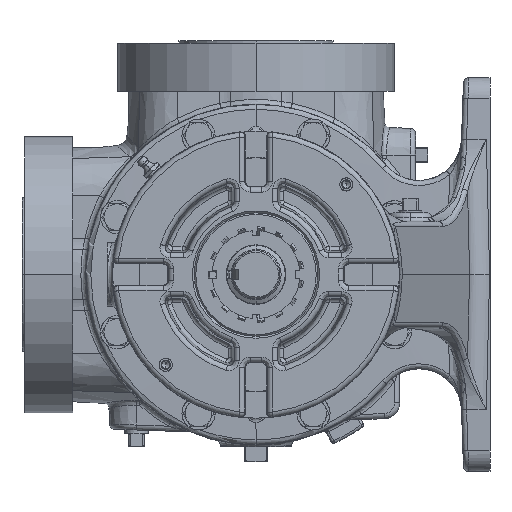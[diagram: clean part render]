
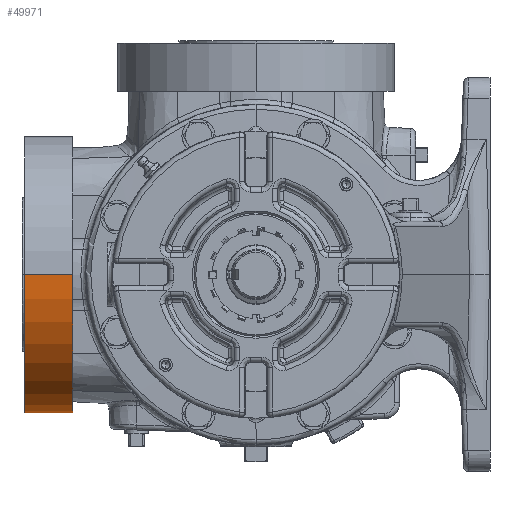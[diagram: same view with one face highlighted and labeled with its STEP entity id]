
A CAD part, left-side view. The second image highlights one B-rep face of the part: STEP entity #49971.
In plain terms, the highlighted cylindrical face has radius 82.55 mm (diameter 165.1 mm), a partial arc.
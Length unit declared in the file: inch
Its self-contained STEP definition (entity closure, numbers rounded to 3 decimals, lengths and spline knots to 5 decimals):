
#14669 = VECTOR ( 'NONE', #39418, 39.37008 ) ;
#30341 = EDGE_LOOP ( 'NONE', ( #154154, #193723, #158592, #95506 ) ) ;
#33310 = AXIS2_PLACEMENT_3D ( 'NONE', #97590, #196582, #36067 ) ;
#36067 = DIRECTION ( 'NONE',  ( -1., 0., 0. ) ) ;
#39418 = DIRECTION ( 'NONE',  ( 0., -1., 0. ) ) ;
#49971 = ADVANCED_FACE ( 'NONE', ( #235438 ), #77535, .T. ) ;
#51428 = DIRECTION ( 'NONE',  ( 0., -1., 0. ) ) ;
#62111 = CIRCLE ( 'NONE', #109048, 3.25 ) ;
#70325 = VERTEX_POINT ( 'NONE', #129902 ) ;
#71487 = CARTESIAN_POINT ( 'NONE',  ( -0.47, 3.8174, 0. ) ) ;
#74008 = EDGE_CURVE ( 'NONE', #233997, #70325, #238799, .T. ) ;
#77535 = CYLINDRICAL_SURFACE ( 'NONE', #33310, 3.25 ) ;
#78457 = CIRCLE ( 'NONE', #151195, 3.25 ) ;
#87860 = DIRECTION ( 'NONE',  ( 0., -1., 0. ) ) ;
#92618 = EDGE_CURVE ( 'NONE', #201982, #157039, #114302, .T. ) ;
#95506 = ORIENTED_EDGE ( 'NONE', *, *, #92618, .F. ) ;
#97590 = CARTESIAN_POINT ( 'NONE',  ( 2.78, 3.8174, 0. ) ) ;
#109048 = AXIS2_PLACEMENT_3D ( 'NONE', #192564, #113690, #112339 ) ;
#112339 = DIRECTION ( 'NONE',  ( -1., 0., 0. ) ) ;
#113690 = DIRECTION ( 'NONE',  ( 0., -1., 0. ) ) ;
#114302 = LINE ( 'NONE', #71487, #159991 ) ;
#115784 = CARTESIAN_POINT ( 'NONE',  ( 6.03, 5.44, 0. ) ) ;
#126818 = CARTESIAN_POINT ( 'NONE',  ( 2.78, 5.44, 0. ) ) ;
#129902 = CARTESIAN_POINT ( 'NONE',  ( 6.03, 4.31, 0. ) ) ;
#151195 = AXIS2_PLACEMENT_3D ( 'NONE', #126818, #87860, #209591 ) ;
#154154 = ORIENTED_EDGE ( 'NONE', *, *, #251973, .T. ) ;
#157039 = VERTEX_POINT ( 'NONE', #171507 ) ;
#158592 = ORIENTED_EDGE ( 'NONE', *, *, #233103, .F. ) ;
#159991 = VECTOR ( 'NONE', #51428, 39.37008 ) ;
#171507 = CARTESIAN_POINT ( 'NONE',  ( -0.47, 4.31, 0. ) ) ;
#177204 = CARTESIAN_POINT ( 'NONE',  ( 6.03, 3.8174, 0. ) ) ;
#183036 = CARTESIAN_POINT ( 'NONE',  ( -0.47, 5.44, 0. ) ) ;
#192564 = CARTESIAN_POINT ( 'NONE',  ( 2.78, 4.31, 0. ) ) ;
#193723 = ORIENTED_EDGE ( 'NONE', *, *, #74008, .T. ) ;
#196582 = DIRECTION ( 'NONE',  ( 0., -1., 0. ) ) ;
#201982 = VERTEX_POINT ( 'NONE', #183036 ) ;
#209591 = DIRECTION ( 'NONE',  ( -1., 0., 0. ) ) ;
#233103 = EDGE_CURVE ( 'NONE', #157039, #70325, #62111, .T. ) ;
#233997 = VERTEX_POINT ( 'NONE', #115784 ) ;
#235438 = FACE_OUTER_BOUND ( 'NONE', #30341, .T. ) ;
#238799 = LINE ( 'NONE', #177204, #14669 ) ;
#251973 = EDGE_CURVE ( 'NONE', #201982, #233997, #78457, .T. ) ;
